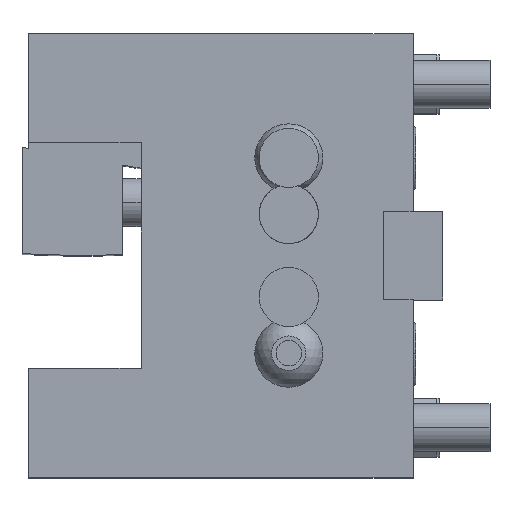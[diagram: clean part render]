
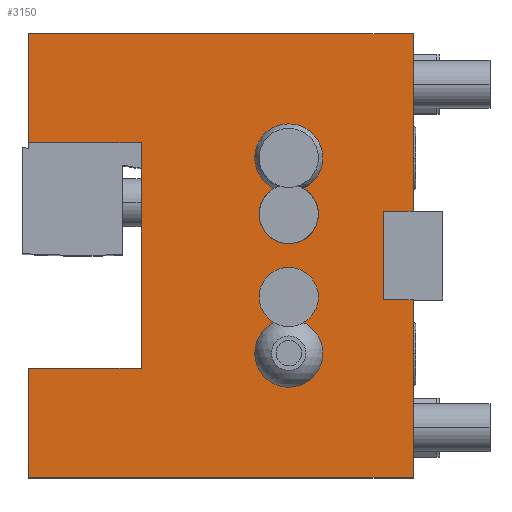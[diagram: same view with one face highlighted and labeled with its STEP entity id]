
A CAD part, top view. The second image highlights one B-rep face of the part: STEP entity #3150.
In plain terms, the highlighted planar face has unit normal (0, 0, 1).
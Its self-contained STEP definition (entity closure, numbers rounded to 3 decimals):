
#673=DIRECTION('',(-1.,0.,0.));
#674=VECTOR('',#673,5.);
#675=CARTESIAN_POINT('',(0.,7.5,47.));
#676=LINE('',#675,#674);
#677=DIRECTION('',(0.,-1.,0.));
#678=VECTOR('',#677,15.);
#679=CARTESIAN_POINT('',(-5.,7.5,47.));
#680=LINE('',#679,#678);
#681=DIRECTION('',(-1.,0.,0.));
#682=VECTOR('',#681,5.);
#683=CARTESIAN_POINT('',(0.,-7.5,47.));
#684=LINE('',#683,#682);
#685=DIRECTION('',(0.,1.,0.));
#686=VECTOR('',#685,30.);
#687=CARTESIAN_POINT('',(0.,-37.5,47.));
#688=LINE('',#687,#686);
#689=DIRECTION('',(1.,0.,0.));
#690=VECTOR('',#689,65.);
#691=CARTESIAN_POINT('',(-65.,-37.5,47.));
#692=LINE('',#691,#690);
#693=DIRECTION('',(0.,-1.,0.));
#694=VECTOR('',#693,18.45);
#695=CARTESIAN_POINT('',(-65.,-19.05,47.));
#696=LINE('',#695,#694);
#697=DIRECTION('',(1.,0.,0.));
#698=VECTOR('',#697,19.05);
#699=CARTESIAN_POINT('',(-65.,-19.05,47.));
#700=LINE('',#699,#698);
#701=DIRECTION('',(0.,-1.,0.));
#702=VECTOR('',#701,38.1);
#703=CARTESIAN_POINT('',(-45.95,19.05,47.));
#704=LINE('',#703,#702);
#705=DIRECTION('',(1.,0.,0.));
#706=VECTOR('',#705,19.05);
#707=CARTESIAN_POINT('',(-65.,19.05,47.));
#708=LINE('',#707,#706);
#709=DIRECTION('',(0.,-1.,0.));
#710=VECTOR('',#709,18.45);
#711=CARTESIAN_POINT('',(-65.,37.5,47.));
#712=LINE('',#711,#710);
#713=DIRECTION('',(-1.,0.,0.));
#714=VECTOR('',#713,65.);
#715=CARTESIAN_POINT('',(0.,37.5,47.));
#716=LINE('',#715,#714);
#717=DIRECTION('',(0.,1.,0.));
#718=VECTOR('',#717,30.);
#719=CARTESIAN_POINT('',(0.,7.5,47.));
#720=LINE('',#719,#718);
#721=CARTESIAN_POINT('',(-21.,16.5,47.));
#722=DIRECTION('',(0.,0.,1.));
#723=DIRECTION('',(0.,1.,0.));
#724=AXIS2_PLACEMENT_3D('',#721,#722,#723);
#726=CARTESIAN_POINT('',(-21.,16.5,47.));
#727=DIRECTION('',(0.,0.,1.));
#728=DIRECTION('',(0.,-1.,0.));
#729=AXIS2_PLACEMENT_3D('',#726,#727,#728);
#731=CARTESIAN_POINT('',(-21.,-16.5,47.));
#732=DIRECTION('',(0.,0.,1.));
#733=DIRECTION('',(0.,1.,0.));
#734=AXIS2_PLACEMENT_3D('',#731,#732,#733);
#736=CARTESIAN_POINT('',(-21.,-16.5,47.));
#737=DIRECTION('',(0.,0.,1.));
#738=DIRECTION('',(0.,-1.,0.));
#739=AXIS2_PLACEMENT_3D('',#736,#737,#738);
#741=CARTESIAN_POINT('',(-21.,7.,47.));
#742=DIRECTION('',(0.,0.,-1.));
#743=DIRECTION('',(0.,1.,0.));
#744=AXIS2_PLACEMENT_3D('',#741,#742,#743);
#746=CARTESIAN_POINT('',(-21.,7.,47.));
#747=DIRECTION('',(0.,0.,-1.));
#748=DIRECTION('',(0.,-1.,0.));
#749=AXIS2_PLACEMENT_3D('',#746,#747,#748);
#751=CARTESIAN_POINT('',(-21.,-7.,47.));
#752=DIRECTION('',(0.,0.,-1.));
#753=DIRECTION('',(0.,1.,0.));
#754=AXIS2_PLACEMENT_3D('',#751,#752,#753);
#756=CARTESIAN_POINT('',(-21.,-7.,47.));
#757=DIRECTION('',(0.,0.,-1.));
#758=DIRECTION('',(0.,-1.,0.));
#759=AXIS2_PLACEMENT_3D('',#756,#757,#758);
#1885=CARTESIAN_POINT('',(0.,37.5,47.));
#1886=CARTESIAN_POINT('',(-65.,37.5,47.));
#1887=VERTEX_POINT('',#1885);
#1888=VERTEX_POINT('',#1886);
#1889=CARTESIAN_POINT('',(-65.,-37.5,47.));
#1890=CARTESIAN_POINT('',(0.,-37.5,47.));
#1891=VERTEX_POINT('',#1889);
#1892=VERTEX_POINT('',#1890);
#1901=CARTESIAN_POINT('',(0.,7.5,47.));
#1902=CARTESIAN_POINT('',(-5.,7.5,47.));
#1903=VERTEX_POINT('',#1901);
#1904=VERTEX_POINT('',#1902);
#1905=CARTESIAN_POINT('',(-5.,-7.5,47.));
#1906=VERTEX_POINT('',#1905);
#1907=CARTESIAN_POINT('',(0.,-7.5,47.));
#1908=VERTEX_POINT('',#1907);
#1917=CARTESIAN_POINT('',(-65.,19.05,47.));
#1918=VERTEX_POINT('',#1917);
#1919=CARTESIAN_POINT('',(-65.,-19.05,47.));
#1920=VERTEX_POINT('',#1919);
#1921=CARTESIAN_POINT('',(-45.95,-19.05,47.));
#1922=VERTEX_POINT('',#1921);
#1923=CARTESIAN_POINT('',(-45.95,19.05,47.));
#1924=VERTEX_POINT('',#1923);
#1977=CARTESIAN_POINT('',(-21.,22.254,47.));
#1978=CARTESIAN_POINT('',(-21.,10.746,47.));
#1979=VERTEX_POINT('',#1977);
#1980=VERTEX_POINT('',#1978);
#2005=CARTESIAN_POINT('',(-21.,-10.746,47.));
#2006=CARTESIAN_POINT('',(-21.,-22.254,47.));
#2007=VERTEX_POINT('',#2005);
#2008=VERTEX_POINT('',#2006);
#2041=CARTESIAN_POINT('',(-21.,9.8,47.));
#2042=CARTESIAN_POINT('',(-21.,4.2,47.));
#2043=VERTEX_POINT('',#2041);
#2044=VERTEX_POINT('',#2042);
#2057=CARTESIAN_POINT('',(-21.,-4.3,47.));
#2058=CARTESIAN_POINT('',(-21.,-9.7,47.));
#2059=VERTEX_POINT('',#2057);
#2060=VERTEX_POINT('',#2058);
#3106=CARTESIAN_POINT('',(0.,0.,47.));
#3107=DIRECTION('',(0.,0.,1.));
#3108=DIRECTION('',(0.,1.,0.));
#3109=AXIS2_PLACEMENT_3D('',#3106,#3107,#3108);
#3110=PLANE('',#3109);
#3111=ORIENTED_EDGE('',*,*,#3029,.T.);
#3113=ORIENTED_EDGE('',*,*,#3112,.T.);
#3114=ORIENTED_EDGE('',*,*,#3099,.F.);
#3115=ORIENTED_EDGE('',*,*,#2534,.F.);
#3116=ORIENTED_EDGE('',*,*,#2579,.F.);
#3117=ORIENTED_EDGE('',*,*,#2642,.F.);
#3118=ORIENTED_EDGE('',*,*,#2657,.T.);
#3119=ORIENTED_EDGE('',*,*,#2672,.F.);
#3120=ORIENTED_EDGE('',*,*,#2891,.F.);
#3121=ORIENTED_EDGE('',*,*,#2906,.F.);
#3122=ORIENTED_EDGE('',*,*,#2919,.F.);
#3123=ORIENTED_EDGE('',*,*,#2982,.F.);
#3124=EDGE_LOOP('',(#3111,#3113,#3114,#3115,#3116,#3117,#3118,#3119,#3120,#3121,
#3122,#3123));
#3125=FACE_OUTER_BOUND('',#3124,.F.);
#3127=ORIENTED_EDGE('',*,*,#3126,.T.);
#3129=ORIENTED_EDGE('',*,*,#3128,.T.);
#3130=EDGE_LOOP('',(#3127,#3129));
#3131=FACE_BOUND('',#3130,.F.);
#3133=ORIENTED_EDGE('',*,*,#3132,.T.);
#3135=ORIENTED_EDGE('',*,*,#3134,.T.);
#3136=EDGE_LOOP('',(#3133,#3135));
#3137=FACE_BOUND('',#3136,.F.);
#3139=ORIENTED_EDGE('',*,*,#3138,.F.);
#3141=ORIENTED_EDGE('',*,*,#3140,.F.);
#3142=EDGE_LOOP('',(#3139,#3141));
#3143=FACE_BOUND('',#3142,.F.);
#3145=ORIENTED_EDGE('',*,*,#3144,.F.);
#3147=ORIENTED_EDGE('',*,*,#3146,.F.);
#3148=EDGE_LOOP('',(#3145,#3147));
#3149=FACE_BOUND('',#3148,.F.);
#3150=ADVANCED_FACE('',(#3125,#3131,#3137,#3143,#3149),#3110,.T.);
#725=CIRCLE('',#724,5.754);
#730=CIRCLE('',#729,5.754);
#735=CIRCLE('',#734,5.754);
#740=CIRCLE('',#739,5.754);
#745=CIRCLE('',#744,2.8);
#750=CIRCLE('',#749,2.8);
#755=CIRCLE('',#754,2.7);
#760=CIRCLE('',#759,2.7);
#2534=EDGE_CURVE('',#1892,#1908,#688,.T.);
#2579=EDGE_CURVE('',#1891,#1892,#692,.T.);
#2642=EDGE_CURVE('',#1920,#1891,#696,.T.);
#2657=EDGE_CURVE('',#1920,#1922,#700,.T.);
#2672=EDGE_CURVE('',#1924,#1922,#704,.T.);
#2891=EDGE_CURVE('',#1918,#1924,#708,.T.);
#2906=EDGE_CURVE('',#1888,#1918,#712,.T.);
#2919=EDGE_CURVE('',#1887,#1888,#716,.T.);
#2982=EDGE_CURVE('',#1903,#1887,#720,.T.);
#3029=EDGE_CURVE('',#1903,#1904,#676,.T.);
#3099=EDGE_CURVE('',#1908,#1906,#684,.T.);
#3112=EDGE_CURVE('',#1904,#1906,#680,.T.);
#3126=EDGE_CURVE('',#1979,#1980,#725,.T.);
#3128=EDGE_CURVE('',#1980,#1979,#730,.T.);
#3132=EDGE_CURVE('',#2007,#2008,#735,.T.);
#3134=EDGE_CURVE('',#2008,#2007,#740,.T.);
#3138=EDGE_CURVE('',#2043,#2044,#745,.T.);
#3140=EDGE_CURVE('',#2044,#2043,#750,.T.);
#3144=EDGE_CURVE('',#2059,#2060,#755,.T.);
#3146=EDGE_CURVE('',#2060,#2059,#760,.T.);
